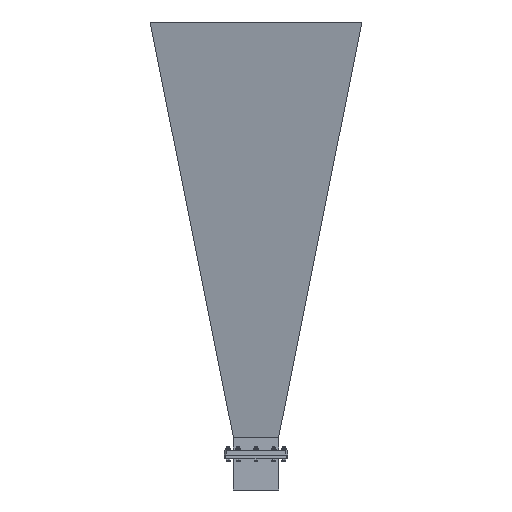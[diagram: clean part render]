
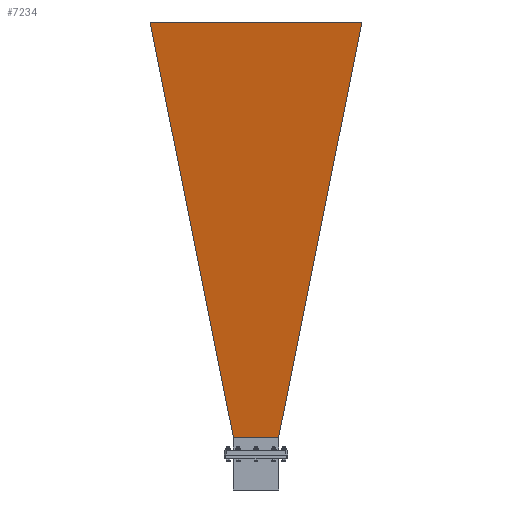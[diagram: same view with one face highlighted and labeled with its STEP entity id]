
A CAD part, front view. The second image highlights one B-rep face of the part: STEP entity #7234.
In plain terms, the highlighted face is planar.
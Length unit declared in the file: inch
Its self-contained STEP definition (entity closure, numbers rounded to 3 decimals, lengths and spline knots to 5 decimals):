
#103 = AXIS2_PLACEMENT_3D ( 'NONE', #11948, #13282, #1817 ) ;
#270 = CARTESIAN_POINT ( 'NONE',  ( -7.91984, 10.63396, 43.6785 ) ) ;
#1034 = CARTESIAN_POINT ( 'NONE',  ( -7.91984, 0., 43.6785 ) ) ;
#1666 = EDGE_CURVE ( 'NONE', #10643, #5562, #1991, .T. ) ;
#1817 = DIRECTION ( 'NONE',  ( -0.159, 0., 0.987 ) ) ;
#1991 = LINE ( 'NONE', #8448, #11732 ) ;
#3079 = VERTEX_POINT ( 'NONE', #270 ) ;
#3262 = ORIENTED_EDGE ( 'NONE', *, *, #1666, .T. ) ;
#3318 = ORIENTED_EDGE ( 'NONE', *, *, #5620, .T. ) ;
#4383 = EDGE_CURVE ( 'NONE', #15131, #3079, #6012, .T. ) ;
#5434 = VECTOR ( 'NONE', #11940, 39.37008 ) ;
#5522 = CARTESIAN_POINT ( 'NONE',  ( -1.19311, -2.26856, 1.95904 ) ) ;
#5562 = VERTEX_POINT ( 'NONE', #11686 ) ;
#5620 = EDGE_CURVE ( 'NONE', #3079, #10643, #15791, .T. ) ;
#5684 = LINE ( 'NONE', #5522, #5434 ) ;
#5752 = ORIENTED_EDGE ( 'NONE', *, *, #15528, .T. ) ;
#6012 = LINE ( 'NONE', #1034, #11455 ) ;
#6853 = CARTESIAN_POINT ( 'NONE',  ( -7.91984, 10.63396, 43.6785 ) ) ;
#6874 = PLANE ( 'NONE',  #103 ) ;
#6879 = DIRECTION ( 'NONE',  ( 0., -1., 0. ) ) ;
#7234 = ADVANCED_FACE ( 'NONE', ( #8442 ), #6874, .T. ) ;
#8442 = FACE_OUTER_BOUND ( 'NONE', #10382, .T. ) ;
#8448 = CARTESIAN_POINT ( 'NONE',  ( -1.19311, 0., 1.95904 ) ) ;
#9999 = CARTESIAN_POINT ( 'NONE',  ( -7.91984, -10.63396, 43.6785 ) ) ;
#10382 = EDGE_LOOP ( 'NONE', ( #5752, #10555, #3318, #3262 ) ) ;
#10555 = ORIENTED_EDGE ( 'NONE', *, *, #4383, .T. ) ;
#10643 = VERTEX_POINT ( 'NONE', #12151 ) ;
#11455 = VECTOR ( 'NONE', #13592, 39.37008 ) ;
#11686 = CARTESIAN_POINT ( 'NONE',  ( -1.19311, -2.26856, 1.95904 ) ) ;
#11732 = VECTOR ( 'NONE', #6879, 39.37008 ) ;
#11940 = DIRECTION ( 'NONE',  ( -0.156, -0.194, 0.968 ) ) ;
#11948 = CARTESIAN_POINT ( 'NONE',  ( -4.5542, 0., 22.8047 ) ) ;
#12151 = CARTESIAN_POINT ( 'NONE',  ( -1.19311, 2.26856, 1.95904 ) ) ;
#13282 = DIRECTION ( 'NONE',  ( -0.987, 0., -0.159 ) ) ;
#13592 = DIRECTION ( 'NONE',  ( 0., 1., 0. ) ) ;
#14604 = DIRECTION ( 'NONE',  ( 0.156, -0.194, -0.968 ) ) ;
#14711 = VECTOR ( 'NONE', #14604, 39.37008 ) ;
#15131 = VERTEX_POINT ( 'NONE', #9999 ) ;
#15528 = EDGE_CURVE ( 'NONE', #5562, #15131, #5684, .T. ) ;
#15791 = LINE ( 'NONE', #6853, #14711 ) ;
